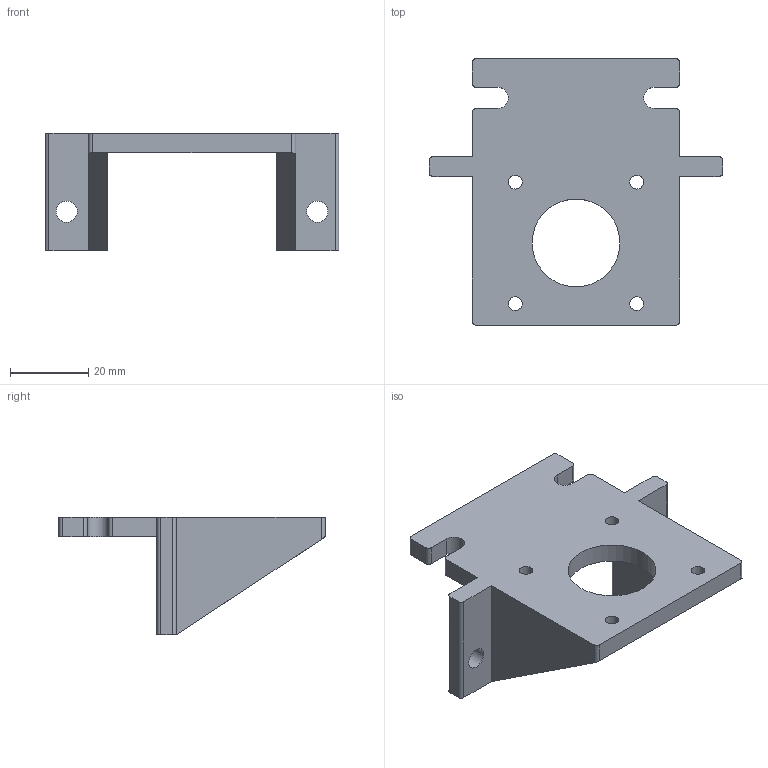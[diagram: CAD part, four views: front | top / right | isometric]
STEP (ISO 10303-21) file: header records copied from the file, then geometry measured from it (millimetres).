
FILE_DESCRIPTION(/* description */ (''),/* implementation_level */ '2;1');
FILE_NAME(/* name */ 'Z Motor Mount 1.0.stp',/* time_stamp */ '2017-07-03T02:17:13-07:00',/* author */ ('josev'),/* organization */ (''),/* preprocessor_version */ 'ST-DEVELOPER v16.5',/* originating_system */ 'Autodesk Inventor 2017',/* authorisation */ '');
FILE_SCHEMA (('AUTOMOTIVE_DESIGN { 1 0 10303 214 3 1 1 }'));
Length unit declared in the file: millimetre
Products named in the file (1): Z Motor Mount 1.0
Bounding box: 75 x 68 x 30 mm (x, y, z)
Volume: 24417.5 mm3; surface area: 12346.9 mm2
Topology: 1 solids, 1 shells, 49 faces, 143 edges, 96 vertices
Faces by surface type: plane 26, cylinder 23
Full cylindrical faces by diameter (mm): 3.5 x4, 5.4 x2, 22.4 x1
Entity records: 1608 total; most frequent: DIRECTION 276, CARTESIAN_POINT 270, ORIENTED_EDGE 260, EDGE_CURVE 130, AXIS2_PLACEMENT_3D 96, VERTEX_POINT 90, LINE 84, VECTOR 84
